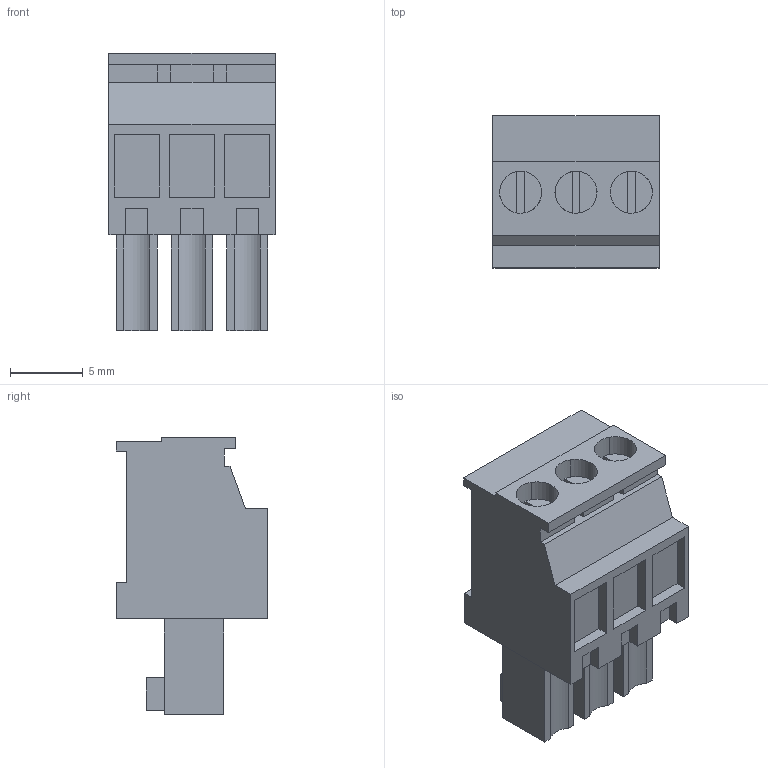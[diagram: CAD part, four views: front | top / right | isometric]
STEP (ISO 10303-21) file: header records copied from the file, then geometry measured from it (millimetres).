
FILE_DESCRIPTION(('CATIA V5 STEP Exchange','CAx-IF Rec.Pracs.--- Model Styling and Organization---1.2---2011-12-15'),'2;1');
FILE_NAME ('D1456412_0_1798160000_1798160000.stp','2017-04-13T06:35:54+00:00',('none'),('Weidmueller'),'CATIA Version 5-6 Release 2014','CATIA V5 STEP AP214','none');
FILE_SCHEMA(('AUTOMOTIVE_DESIGN { 1 0 10303 214 1 1 1 1 }'));
Length unit declared in the file: millimetre
Products named in the file (1): 1798160000
Bounding box: 11.43 x 10.45 x 19.1 mm (x, y, z)
Volume: 1412.9 mm3; surface area: 1289.8 mm2
Topology: 4 solids, 4 shells, 149 faces, 380 edges, 256 vertices
Faces by surface type: plane 124, cylinder 25
Entity records: 4381 total; most frequent: CARTESIAN_POINT 816, ORIENTED_EDGE 760, DIRECTION 632, EDGE_CURVE 380, VECTOR 318, LINE 318, VERTEX_POINT 256, AXIS2_PLACEMENT_3D 185
